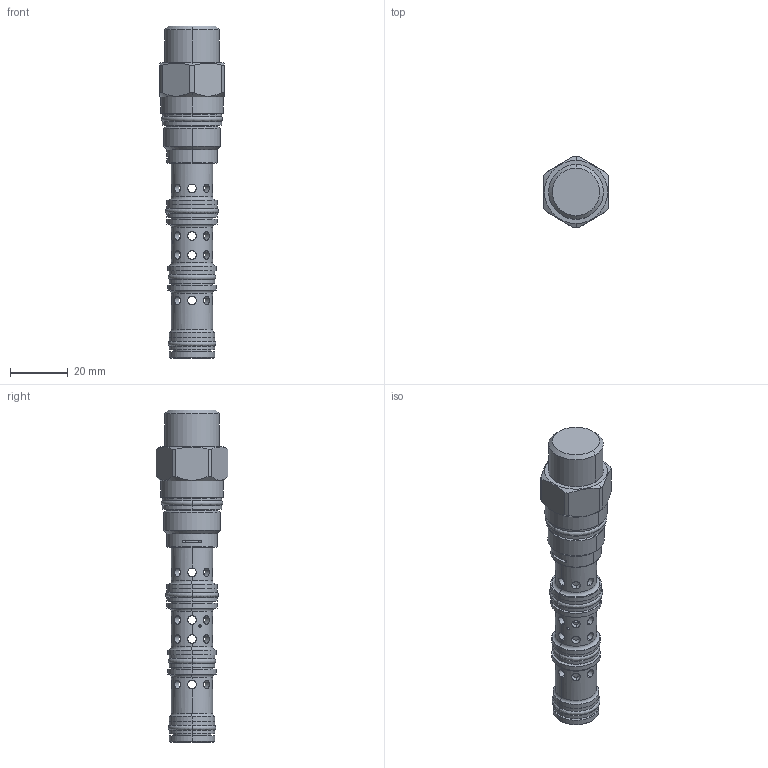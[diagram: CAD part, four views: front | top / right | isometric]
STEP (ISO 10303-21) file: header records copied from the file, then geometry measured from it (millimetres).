
FILE_DESCRIPTION((''),'2;1');
FILE_NAME('DSCX-XCN_PRT','2007-07-12T',('Administrator'),(''),'PRO/ENGINEER BY PARAMETRIC TECHNOLOGY CORPORATION, 2006240','PRO/ENGINEER BY PARAMETRIC TECHNOLOGY CORPORATION, 2006240','');
FILE_SCHEMA(('CONFIG_CONTROL_DESIGN'));
Length unit declared in the file: inch
Products named in the file (1): DSCX-XCN_PRT
Bounding box: 22.23 x 24.84 x 115.02 mm (x, y, z)
Surface area: 14141.7 mm2 (no closed solid volume)
Topology: 0 solids, 4 shells, 283 faces, 696 edges, 426 vertices
Faces by surface type: cylinder 156, plane 43, cone 38, torus 32, revolution 14
Entity records: 12169 total; most frequent: CARTESIAN_POINT 5488, ORIENTED_EDGE 1384, DIRECTION 1338, EDGE_CURVE 692, AXIS2_PLACEMENT_3D 553, VERTEX_POINT 426, EDGE_LOOP 368, CIRCLE 284
